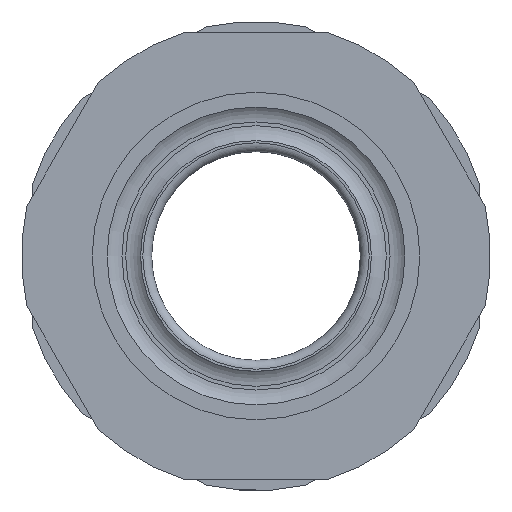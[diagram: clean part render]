
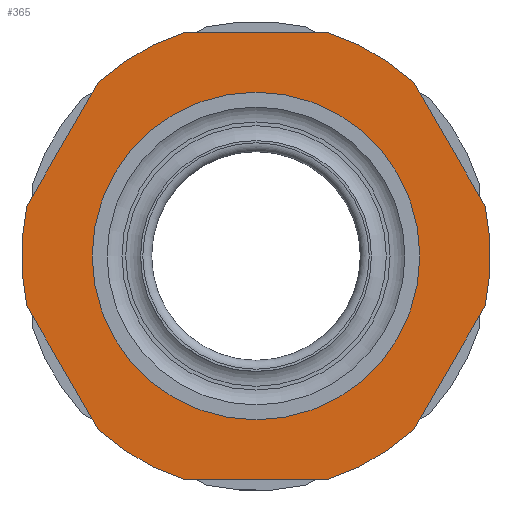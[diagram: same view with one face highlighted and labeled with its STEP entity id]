
A CAD part, front view. The second image highlights one B-rep face of the part: STEP entity #365.
In plain terms, the highlighted planar face has unit normal (0, -1, 0).
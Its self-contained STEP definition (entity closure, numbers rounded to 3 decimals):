
#365=ADVANCED_FACE('',(#1346,#1348),#1350,.T.);
#1346=FACE_BOUND('',#1347,.T.);
#1347=EDGE_LOOP('',(#2141,#2142,#2143,#2144,#2145,#2146,#2147,#2148,#2149,#2150,
#2151,#2152));
#1348=FACE_BOUND('',#1349,.T.);
#1349=EDGE_LOOP('',(#2153));
#1350=PLANE('',#1351);
#1351=AXIS2_PLACEMENT_3D('',#1352,#1353,#1354);
#1352=CARTESIAN_POINT('',(0.,-17.03,0.));
#1353=DIRECTION('',(0.,-1.,0.));
#1354=DIRECTION('',(-0.5,0.,0.866));
#2141=ORIENTED_EDGE('',*,*,#2592,.T.);
#2142=ORIENTED_EDGE('',*,*,#2575,.T.);
#2143=ORIENTED_EDGE('',*,*,#2593,.T.);
#2144=ORIENTED_EDGE('',*,*,#2589,.T.);
#2145=ORIENTED_EDGE('',*,*,#2594,.T.);
#2146=ORIENTED_EDGE('',*,*,#2585,.T.);
#2147=ORIENTED_EDGE('',*,*,#2595,.T.);
#2148=ORIENTED_EDGE('',*,*,#2581,.T.);
#2149=ORIENTED_EDGE('',*,*,#2596,.T.);
#2150=ORIENTED_EDGE('',*,*,#2577,.T.);
#2151=ORIENTED_EDGE('',*,*,#2597,.T.);
#2152=ORIENTED_EDGE('',*,*,#2569,.T.);
#2153=ORIENTED_EDGE('',*,*,#2598,.F.);
#2569=EDGE_CURVE('',#2852,#2850,#2853,.T.);
#2575=EDGE_CURVE('',#2857,#2862,#2864,.T.);
#2577=EDGE_CURVE('',#2868,#2866,#2869,.T.);
#2581=EDGE_CURVE('',#2876,#2874,#2877,.T.);
#2585=EDGE_CURVE('',#2884,#2882,#2885,.T.);
#2589=EDGE_CURVE('',#2892,#2890,#2893,.T.);
#2592=EDGE_CURVE('',#2850,#2857,#2897,.T.);
#2593=EDGE_CURVE('',#2862,#2892,#2898,.T.);
#2594=EDGE_CURVE('',#2890,#2884,#2899,.T.);
#2595=EDGE_CURVE('',#2882,#2876,#2900,.T.);
#2596=EDGE_CURVE('',#2874,#2868,#2901,.T.);
#2597=EDGE_CURVE('',#2866,#2852,#2902,.T.);
#2598=EDGE_CURVE('',#2903,#2903,#2904,.T.);
#2850=VERTEX_POINT('',#3397);
#2852=VERTEX_POINT('',#3401);
#2853=CIRCLE('',#3402,15.75);
#2857=VERTEX_POINT('',#3414);
#2862=VERTEX_POINT('',#3424);
#2864=CIRCLE('',#3428,15.75);
#2866=VERTEX_POINT('',#3433);
#2868=VERTEX_POINT('',#3437);
#2869=CIRCLE('',#3438,15.75);
#2874=VERTEX_POINT('',#3451);
#2876=VERTEX_POINT('',#3455);
#2877=CIRCLE('',#3456,15.75);
#2882=VERTEX_POINT('',#3469);
#2884=VERTEX_POINT('',#3473);
#2885=CIRCLE('',#3474,15.75);
#2890=VERTEX_POINT('',#3487);
#2892=VERTEX_POINT('',#3491);
#2893=CIRCLE('',#3492,15.75);
#2897=LINE('',#3504,#3505);
#2898=LINE('',#3507,#3508);
#2899=LINE('',#3510,#3511);
#2900=LINE('',#3513,#3514);
#2901=LINE('',#3516,#3517);
#2902=LINE('',#3519,#3520);
#2903=VERTEX_POINT('',#3522);
#2904=CIRCLE('',#3523,11.);
#3397=CARTESIAN_POINT('',(4.802,-17.03,15.));
#3401=CARTESIAN_POINT('',(10.589,-17.03,11.659));
#3402=AXIS2_PLACEMENT_3D('',#3403,#3404,#3405);
#3403=CARTESIAN_POINT('',(0.,-17.03,0.));
#3404=DIRECTION('',(0.,-1.,0.));
#3405=DIRECTION('',(0.672,0.,0.74));
#3414=CARTESIAN_POINT('',(-4.802,-17.03,15.));
#3424=CARTESIAN_POINT('',(-10.589,-17.03,11.659));
#3428=AXIS2_PLACEMENT_3D('',#3429,#3430,#3431);
#3429=CARTESIAN_POINT('',(0.,-17.03,0.));
#3430=DIRECTION('',(0.,-1.,0.));
#3431=DIRECTION('',(-0.305,0.,0.952));
#3433=CARTESIAN_POINT('',(15.392,-17.03,3.341));
#3437=CARTESIAN_POINT('',(15.392,-17.03,-3.341));
#3438=AXIS2_PLACEMENT_3D('',#3439,#3440,#3441);
#3439=CARTESIAN_POINT('',(0.,-17.03,0.));
#3440=DIRECTION('',(0.,-1.,0.));
#3441=DIRECTION('',(0.977,0.,-0.212));
#3451=CARTESIAN_POINT('',(10.589,-17.03,-11.659));
#3455=CARTESIAN_POINT('',(4.802,-17.03,-15.));
#3456=AXIS2_PLACEMENT_3D('',#3457,#3458,#3459);
#3457=CARTESIAN_POINT('',(0.,-17.03,0.));
#3458=DIRECTION('',(0.,-1.,0.));
#3459=DIRECTION('',(0.305,0.,-0.952));
#3469=CARTESIAN_POINT('',(-4.802,-17.03,-15.));
#3473=CARTESIAN_POINT('',(-10.589,-17.03,-11.659));
#3474=AXIS2_PLACEMENT_3D('',#3475,#3476,#3477);
#3475=CARTESIAN_POINT('',(0.,-17.03,0.));
#3476=DIRECTION('',(0.,-1.,0.));
#3477=DIRECTION('',(-0.672,0.,-0.74));
#3487=CARTESIAN_POINT('',(-15.392,-17.03,-3.341));
#3491=CARTESIAN_POINT('',(-15.392,-17.03,3.341));
#3492=AXIS2_PLACEMENT_3D('',#3493,#3494,#3495);
#3493=CARTESIAN_POINT('',(0.,-17.03,0.));
#3494=DIRECTION('',(0.,-1.,0.));
#3495=DIRECTION('',(-0.977,0.,0.212));
#3504=CARTESIAN_POINT('',(4.802,-17.03,15.));
#3505=VECTOR('',#3506,1.);
#3506=DIRECTION('',(-1.,0.,0.));
#3507=CARTESIAN_POINT('',(-10.589,-17.03,11.659));
#3508=VECTOR('',#3509,1.);
#3509=DIRECTION('',(-0.5,0.,-0.866));
#3510=CARTESIAN_POINT('',(-15.392,-17.03,-3.341));
#3511=VECTOR('',#3512,1.);
#3512=DIRECTION('',(0.5,0.,-0.866));
#3513=CARTESIAN_POINT('',(-4.802,-17.03,-15.));
#3514=VECTOR('',#3515,1.);
#3515=DIRECTION('',(1.,0.,0.));
#3516=CARTESIAN_POINT('',(10.589,-17.03,-11.659));
#3517=VECTOR('',#3518,1.);
#3518=DIRECTION('',(0.5,0.,0.866));
#3519=CARTESIAN_POINT('',(15.392,-17.03,3.341));
#3520=VECTOR('',#3521,1.);
#3521=DIRECTION('',(-0.5,0.,0.866));
#3522=CARTESIAN_POINT('',(-5.5,-17.03,9.526));
#3523=AXIS2_PLACEMENT_3D('',#3524,#3525,#3526);
#3524=CARTESIAN_POINT('',(0.,-17.03,0.));
#3525=DIRECTION('',(0.,-1.,0.));
#3526=DIRECTION('',(-0.5,0.,0.866));
